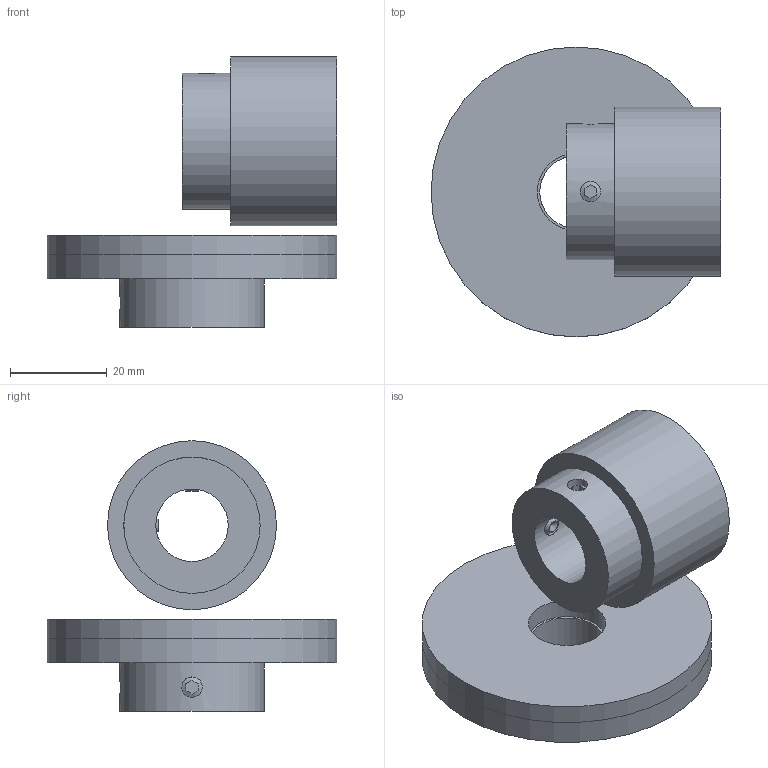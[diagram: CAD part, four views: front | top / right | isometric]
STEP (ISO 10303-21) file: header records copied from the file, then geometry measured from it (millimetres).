
FILE_DESCRIPTION( ( 'STEP AP203' ), '1' );
FILE_NAME( ' ', ' ', ( ' ' ), ( ' ' ), 'PSStep 10.0', ' ', ' ' );
FILE_SCHEMA( ( 'CONFIG_CONTROL_DESIGN' ) );
Length unit declared in the file: millimetre
Products named in the file (9): 1; 2; 3; 4; Assem1; 5; 6; 7; 8
Bounding box: 60 x 60 x 56 mm (x, y, z)
Volume: 51105.9 mm3; surface area: 25743.6 mm2
Topology: 12 solids, 12 shells, 112 faces, 266 edges, 170 vertices
Faces by surface type: plane 66, cone 24, cylinder 22
Full cylindrical faces by diameter (mm): 4.2 x4, 5 x8, 15 x2, 16 x1, 28 x2, 28.2 x1, 30 x1, 35 x1, 60 x2
Entity records: 2586 total; most frequent: CARTESIAN_POINT 849, DIRECTION 266, ORIENTED_EDGE 224, EDGE_LOOP 112, EDGE_CURVE 112, AXIS2_PLACEMENT_3D 109, VERTEX_POINT 92, FACE_OUTER_BOUND 86
